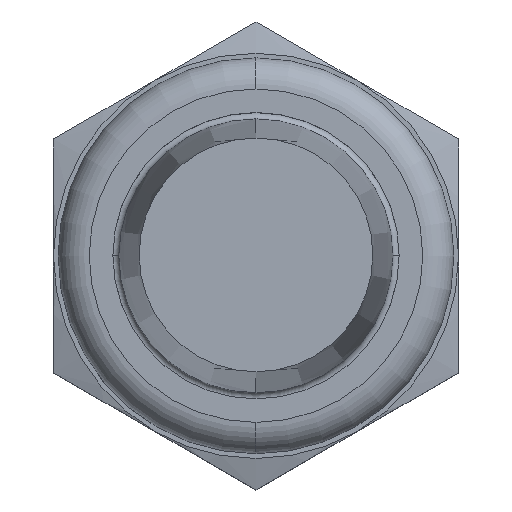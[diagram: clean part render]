
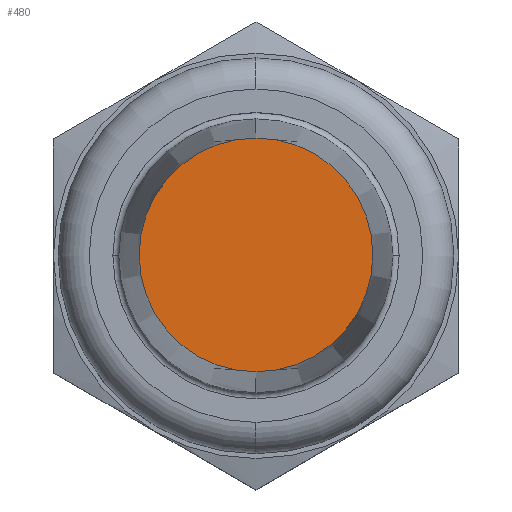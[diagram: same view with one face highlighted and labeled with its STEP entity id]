
A CAD part, top view. The second image highlights one B-rep face of the part: STEP entity #480.
In plain terms, the highlighted planar face has unit normal (0, 0, 1).
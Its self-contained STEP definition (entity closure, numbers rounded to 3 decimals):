
#142 = EDGE_CURVE ( 'NONE', #143, #144, #773, .T. ) ;
#143 = VERTEX_POINT ( 'NONE', #768 ) ;
#144 = VERTEX_POINT ( 'NONE', #767 ) ;
#480 = ADVANCED_FACE ( 'NONE', ( #1304 ), #1301, .T. ) ;
#481 = EDGE_LOOP ( 'NONE', ( #482, #483 ) ) ;
#482 = ORIENTED_EDGE ( 'NONE', *, *, #142, .F. ) ;
#483 = ORIENTED_EDGE ( 'NONE', *, *, #484, .F. ) ;
#484 = EDGE_CURVE ( 'NONE', #144, #143, #1295, .T. ) ;
#767 = CARTESIAN_POINT ( 'NONE',  ( 0., -3.75, 22.1 ) ) ;
#768 = CARTESIAN_POINT ( 'NONE',  ( 0., 3.75, 22.1 ) ) ;
#769 = DIRECTION ( 'NONE',  ( 0., 1., 0. ) ) ;
#770 = DIRECTION ( 'NONE',  ( 0., 0., -1. ) ) ;
#771 = CARTESIAN_POINT ( 'NONE',  ( 0., 0., 22.1 ) ) ;
#772 = AXIS2_PLACEMENT_3D ( 'NONE', #771, #770, #769 ) ;
#773 = CIRCLE ( 'NONE', #772, 3.75 ) ;
#1292 = DIRECTION ( 'NONE',  ( 0., 1., 0. ) ) ;
#1293 = DIRECTION ( 'NONE',  ( 0., 0., -1. ) ) ;
#1294 = AXIS2_PLACEMENT_3D ( 'NONE', #1298, #1293, #1292 ) ;
#1295 = CIRCLE ( 'NONE', #1294, 3.75 ) ;
#1296 = DIRECTION ( 'NONE',  ( 1., 0., 0. ) ) ;
#1297 = DIRECTION ( 'NONE',  ( 0., 0., 1. ) ) ;
#1298 = CARTESIAN_POINT ( 'NONE',  ( 0., 0., 22.1 ) ) ;
#1301 = PLANE ( 'NONE',  #1303 ) ;
#1302 = CARTESIAN_POINT ( 'NONE',  ( -3.795, -3.795, 22.1 ) ) ;
#1303 = AXIS2_PLACEMENT_3D ( 'NONE', #1302, #1297, #1296 ) ;
#1304 = FACE_OUTER_BOUND ( 'NONE', #481, .T. ) ;
